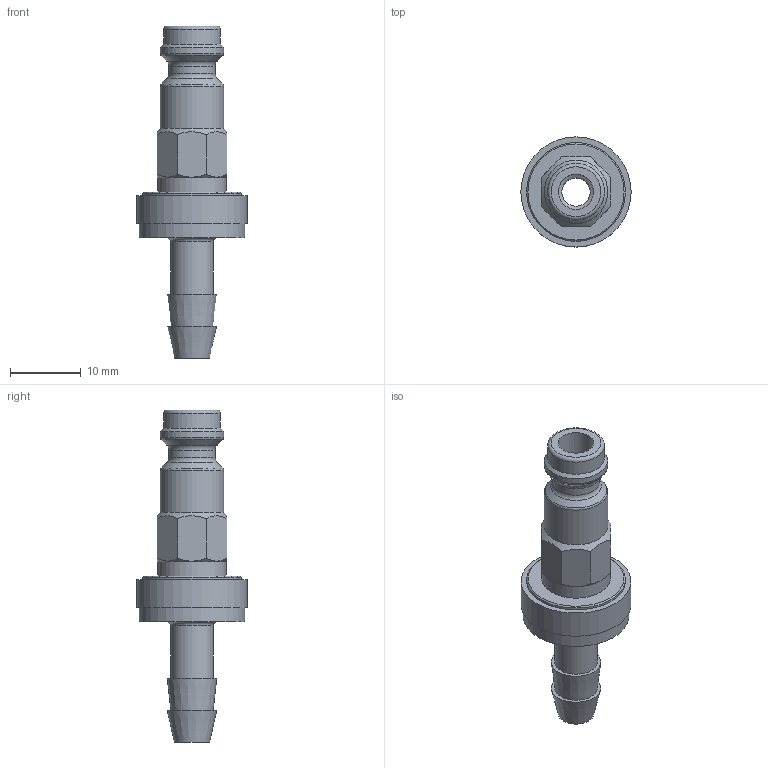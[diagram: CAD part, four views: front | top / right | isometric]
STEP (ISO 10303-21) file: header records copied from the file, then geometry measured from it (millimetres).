
FILE_DESCRIPTION(/* description */ (''),/* implementation_level */ '2;1');
FILE_NAME(/* name */ 'kss_6_nw5-roc.stp',/* time_stamp */ '2017-11-20T08:24:44+01:00',/* author */ ('Hamoud'),/* organization */ (''),/* preprocessor_version */ 'ST-DEVELOPER v15.6',/* originating_system */ 'Autodesk Inventor LT ',/* authorisation */ '');
FILE_SCHEMA (('AUTOMOTIVE_DESIGN { 1 0 10303 214 3 1 1 }'));
Length unit declared in the file: millimetre
Products named in the file (1): kss_6_nw5-roc
Bounding box: 15.6 x 15.6 x 47 mm (x, y, z)
Volume: 2397.1 mm3; surface area: 2440 mm2
Topology: 1 solids, 2 shells, 44 faces, 91 edges, 55 vertices
Faces by surface type: plane 16, cylinder 12, cone 9, torus 7
Full cylindrical faces by diameter (mm): 4 x1, 5 x1, 6 x1, 6.6 x1, 8.05 x1, 8.96 x2, 9.7 x1, 13.99 x1, 14 x1, 15 x1, 15.6 x1
Entity records: 1055 total; most frequent: CARTESIAN_POINT 187, DIRECTION 168, ORIENTED_EDGE 118, EDGE_LOOP 80, AXIS2_PLACEMENT_3D 80, EDGE_CURVE 59, VERTEX_POINT 51, FACE_OUTER_BOUND 44
